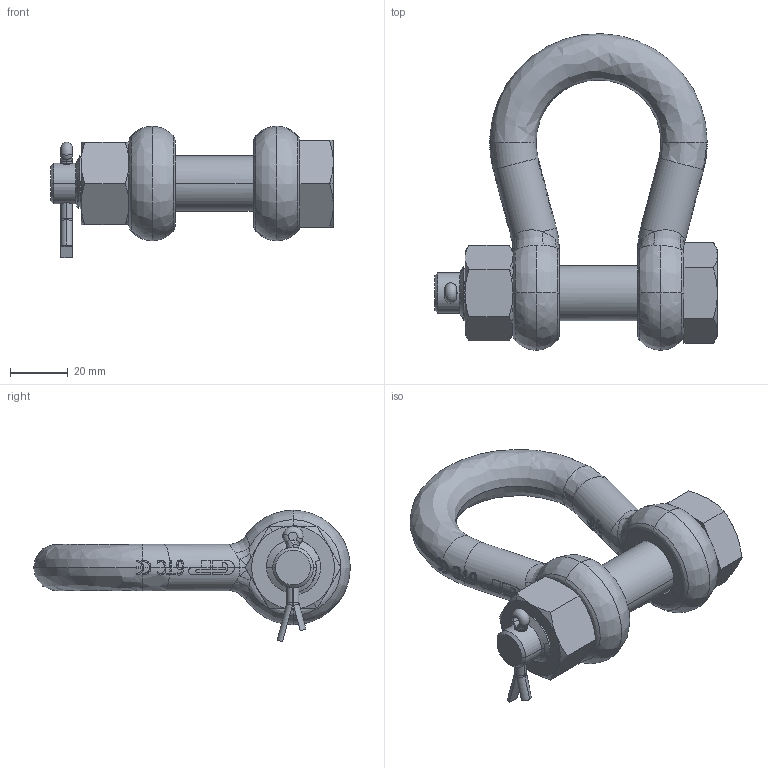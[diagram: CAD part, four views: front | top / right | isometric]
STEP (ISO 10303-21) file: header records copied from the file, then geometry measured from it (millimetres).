
FILE_DESCRIPTION(('STEP AP214'),'1');
FILE_NAME('gpghmb16.stp','2017-03-31T06:08:31',('TraceParts'),('TraceParts S.A.'),'Spatial InterOp 3D',' ',' ');
FILE_SCHEMA(('automotive_design'));
Length unit declared in the file: millimetre
Products named in the file (4): gpghmb16_1; gpghmb16_2; gpghmb16_3; gpghmb16_4
Bounding box: 97.5 x 109.24 x 45.34 mm (x, y, z)
Volume: 96071.6 mm3; surface area: 29305 mm2
Topology: 4 solids, 4 shells, 752 faces, 2102 edges, 1353 vertices
Faces by surface type: bspline 339, plane 237, cylinder 143, cone 28, torus 5
Entity records: 38705 total; most frequent: CARTESIAN_POINT 22609, ORIENTED_EDGE 4172, DIRECTION 2110, EDGE_CURVE 2086, VERTEX_POINT 1353, LINE 828, VECTOR 828, B_SPLINE_CURVE_WITH_KNOTS 811
